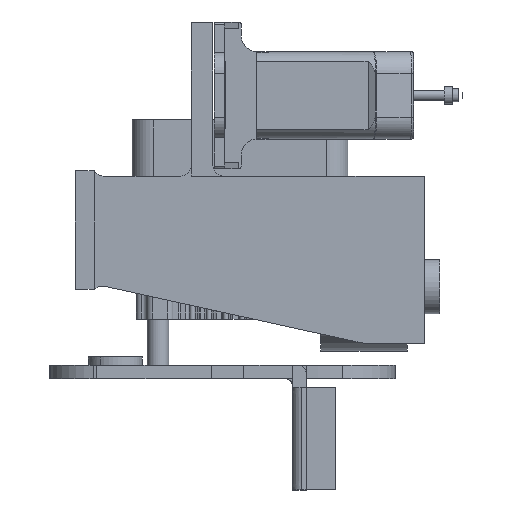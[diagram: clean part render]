
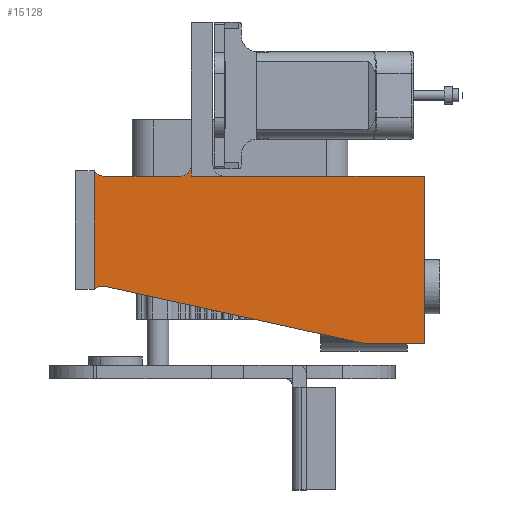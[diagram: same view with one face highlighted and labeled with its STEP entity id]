
A CAD part, left-side view. The second image highlights one B-rep face of the part: STEP entity #15128.
In plain terms, the highlighted planar face has unit normal (-1, 0, 0).
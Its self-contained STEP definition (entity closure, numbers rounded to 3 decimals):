
#355=PLANE('',#16753);
#1187=FACE_OUTER_BOUND('',#2072,.T.);
#2072=EDGE_LOOP('',(#13167,#13168,#13169,#13170,#13171,#13172,#13173,#13174,
#13175,#13176,#13177,#13178));
#3096=LINE('',#26146,#4403);
#3105=LINE('',#26173,#4412);
#3123=LINE('',#26220,#4430);
#3124=LINE('',#26221,#4431);
#3132=LINE('',#26242,#4439);
#3191=LINE('',#26517,#4498);
#3196=LINE('',#26529,#4503);
#3201=LINE('',#26564,#4508);
#3254=LINE('',#26667,#4561);
#4403=VECTOR('',#20438,10.);
#4412=VECTOR('',#20457,10.);
#4430=VECTOR('',#20507,10.);
#4431=VECTOR('',#20508,10.);
#4439=VECTOR('',#20528,10.);
#4498=VECTOR('',#20719,10.);
#4503=VECTOR('',#20732,10.);
#4508=VECTOR('',#20751,10.);
#4561=VECTOR('',#20846,10.);
#5586=CIRCLE('',#16616,2.);
#5617=CIRCLE('',#16718,2.);
#5618=CIRCLE('',#16721,2.);
#6878=VERTEX_POINT('',#26105);
#6892=VERTEX_POINT('',#26136);
#6893=VERTEX_POINT('',#26137);
#6896=VERTEX_POINT('',#26145);
#6909=VERTEX_POINT('',#26171);
#6922=VERTEX_POINT('',#26219);
#6928=VERTEX_POINT('',#26239);
#6929=VERTEX_POINT('',#26241);
#7000=VERTEX_POINT('',#26526);
#7001=VERTEX_POINT('',#26532);
#7004=VERTEX_POINT('',#26558);
#7005=VERTEX_POINT('',#26559);
#8899=EDGE_CURVE('',#6892,#6893,#5586,.F.);
#8903=EDGE_CURVE('',#6878,#6896,#3096,.T.);
#8917=EDGE_CURVE('',#6909,#6893,#3105,.T.);
#8941=EDGE_CURVE('',#6922,#6892,#3123,.T.);
#8942=EDGE_CURVE('',#6922,#6878,#3124,.T.);
#8951=EDGE_CURVE('',#6928,#6929,#3132,.T.);
#9054=EDGE_CURVE('',#6896,#6928,#3191,.T.);
#9061=EDGE_CURVE('',#6929,#7000,#3196,.T.);
#9062=EDGE_CURVE('',#7001,#6909,#5617,.T.);
#9067=EDGE_CURVE('',#7004,#7005,#5618,.F.);
#9070=EDGE_CURVE('',#7005,#7000,#3201,.T.);
#9123=EDGE_CURVE('',#7001,#7004,#3254,.T.);
#13167=ORIENTED_EDGE('',*,*,#9123,.T.);
#13168=ORIENTED_EDGE('',*,*,#9067,.T.);
#13169=ORIENTED_EDGE('',*,*,#9070,.T.);
#13170=ORIENTED_EDGE('',*,*,#9061,.F.);
#13171=ORIENTED_EDGE('',*,*,#8951,.F.);
#13172=ORIENTED_EDGE('',*,*,#9054,.F.);
#13173=ORIENTED_EDGE('',*,*,#8903,.F.);
#13174=ORIENTED_EDGE('',*,*,#8942,.F.);
#13175=ORIENTED_EDGE('',*,*,#8941,.T.);
#13176=ORIENTED_EDGE('',*,*,#8899,.T.);
#13177=ORIENTED_EDGE('',*,*,#8917,.F.);
#13178=ORIENTED_EDGE('',*,*,#9062,.F.);
#15128=ADVANCED_FACE('',(#1187),#355,.T.);
#16616=AXIS2_PLACEMENT_3D('',#26138,#20430,#20431);
#16718=AXIS2_PLACEMENT_3D('',#26533,#20737,#20738);
#16721=AXIS2_PLACEMENT_3D('',#26560,#20745,#20746);
#16753=AXIS2_PLACEMENT_3D('',#26682,#20870,#20871);
#20430=DIRECTION('center_axis',(-1.,0.,0.));
#20431=DIRECTION('ref_axis',(0.,-0.707,-0.707));
#20438=DIRECTION('',(0.,-1.,0.));
#20457=DIRECTION('',(0.,-1.,0.));
#20507=DIRECTION('',(0.,0.,1.));
#20508=DIRECTION('',(0.,-1.,0.));
#20528=DIRECTION('',(0.,0.,-1.));
#20719=DIRECTION('',(0.,-1.,0.));
#20732=DIRECTION('',(0.,1.,0.));
#20737=DIRECTION('center_axis',(-1.,0.,0.));
#20738=DIRECTION('ref_axis',(0.,0.866,-0.5));
#20745=DIRECTION('center_axis',(-1.,0.,0.));
#20746=DIRECTION('ref_axis',(0.,0.729,0.684));
#20751=DIRECTION('',(0.,-0.977,-0.215));
#20846=DIRECTION('',(0.,0.,-1.));
#20870=DIRECTION('center_axis',(-1.,0.,0.));
#20871=DIRECTION('ref_axis',(0.,0.,1.));
#26105=CARTESIAN_POINT('',(-34.,18.,20.5));
#26136=CARTESIAN_POINT('',(-34.,24.,22.5));
#26137=CARTESIAN_POINT('',(-34.,26.,20.5));
#26138=CARTESIAN_POINT('Origin',(-34.,26.,22.5));
#26145=CARTESIAN_POINT('',(-34.,-8.,20.5));
#26146=CARTESIAN_POINT('',(-34.,42.,20.5));
#26171=CARTESIAN_POINT('',(-34.,40.268,20.5));
#26173=CARTESIAN_POINT('',(-34.,42.,20.5));
#26219=CARTESIAN_POINT('',(-34.,24.,20.5));
#26220=CARTESIAN_POINT('',(-34.,24.,20.5));
#26221=CARTESIAN_POINT('',(-34.,42.,20.5));
#26239=CARTESIAN_POINT('',(-34.,-19.276,20.5));
#26241=CARTESIAN_POINT('',(-34.,-19.276,-10.5));
#26242=CARTESIAN_POINT('',(-34.,-19.276,-10.5));
#26517=CARTESIAN_POINT('',(-34.,-19.276,20.5));
#26526=CARTESIAN_POINT('',(-34.,-8.,-10.5));
#26529=CARTESIAN_POINT('',(-34.,-19.276,-10.5));
#26532=CARTESIAN_POINT('',(-34.,42.,21.5));
#26533=CARTESIAN_POINT('Origin',(-34.,40.268,22.5));
#26558=CARTESIAN_POINT('',(-34.,42.,-0.5));
#26559=CARTESIAN_POINT('',(-34.,40.112,0.085));
#26560=CARTESIAN_POINT('Origin',(-34.,40.542,-1.869));
#26564=CARTESIAN_POINT('',(-34.,42.,0.5));
#26667=CARTESIAN_POINT('',(-34.,42.,20.5));
#26682=CARTESIAN_POINT('Origin',(-34.,42.,20.5));
